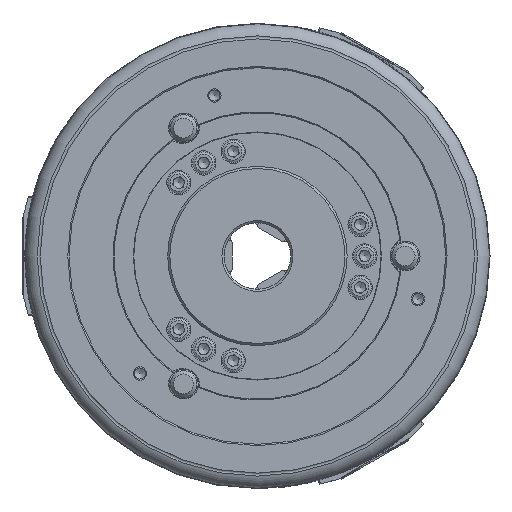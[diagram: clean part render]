
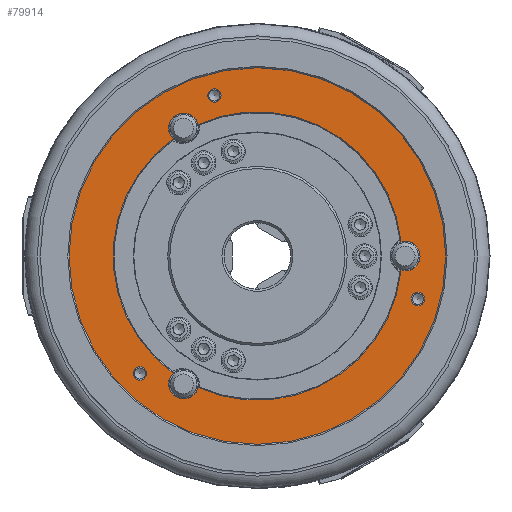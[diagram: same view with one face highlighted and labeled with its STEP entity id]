
A CAD part, left-side view. The second image highlights one B-rep face of the part: STEP entity #79914.
In plain terms, the highlighted planar face has unit normal (-1, 0, 0).
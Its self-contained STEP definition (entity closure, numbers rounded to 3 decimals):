
#969=CIRCLE('',#83078,6.75);
#971=CIRCLE('',#83081,65.15);
#973=CIRCLE('',#83084,3.);
#974=CIRCLE('',#83085,3.);
#975=CIRCLE('',#83086,3.);
#976=CIRCLE('',#83087,6.75);
#977=CIRCLE('',#83088,65.15);
#978=CIRCLE('',#83089,6.75);
#979=CIRCLE('',#83090,65.15);
#980=CIRCLE('',#83091,85.);
#13456=ORIENTED_EDGE('',*,*,#26994,.F.);
#13457=ORIENTED_EDGE('',*,*,#26995,.F.);
#13458=ORIENTED_EDGE('',*,*,#26996,.F.);
#13459=ORIENTED_EDGE('',*,*,#26997,.T.);
#13460=ORIENTED_EDGE('',*,*,#26998,.F.);
#13461=ORIENTED_EDGE('',*,*,#26999,.F.);
#13462=ORIENTED_EDGE('',*,*,#27000,.T.);
#13463=ORIENTED_EDGE('',*,*,#26987,.T.);
#13464=ORIENTED_EDGE('',*,*,#26992,.F.);
#13465=ORIENTED_EDGE('',*,*,#27001,.F.);
#26987=EDGE_CURVE('',#33576,#33575,#969,.T.);
#26992=EDGE_CURVE('',#33580,#33575,#971,.T.);
#26994=EDGE_CURVE('',#33581,#33581,#973,.T.);
#26995=EDGE_CURVE('',#33582,#33582,#974,.T.);
#26996=EDGE_CURVE('',#33583,#33583,#975,.T.);
#26997=EDGE_CURVE('',#33580,#33584,#976,.T.);
#26998=EDGE_CURVE('',#33585,#33584,#977,.T.);
#26999=EDGE_CURVE('',#33586,#33585,#978,.T.);
#27000=EDGE_CURVE('',#33586,#33576,#979,.T.);
#27001=EDGE_CURVE('',#33587,#33587,#980,.T.);
#33575=VERTEX_POINT('',#114100);
#33576=VERTEX_POINT('',#114102);
#33580=VERTEX_POINT('',#114117);
#33581=VERTEX_POINT('',#114122);
#33582=VERTEX_POINT('',#114124);
#33583=VERTEX_POINT('',#114126);
#33584=VERTEX_POINT('',#114128);
#33585=VERTEX_POINT('',#114130);
#33586=VERTEX_POINT('',#114132);
#33587=VERTEX_POINT('',#114135);
#52630=EDGE_LOOP('',(#13456));
#52631=EDGE_LOOP('',(#13457));
#52632=EDGE_LOOP('',(#13458));
#52633=EDGE_LOOP('',(#13459,#13460,#13461,#13462,#13463,#13464));
#52634=EDGE_LOOP('',(#13465));
#55716=FACE_BOUND('',#52630,.T.);
#55717=FACE_BOUND('',#52631,.T.);
#55718=FACE_BOUND('',#52632,.T.);
#55719=FACE_BOUND('',#52633,.T.);
#55720=FACE_BOUND('',#52634,.T.);
#58471=PLANE('',#83083);
#79914=ADVANCED_FACE('',(#55716,#55717,#55718,#55719,#55720),#58471,.T.);
#83078=AXIS2_PLACEMENT_3D('',#114101,#95674,#95675);
#83081=AXIS2_PLACEMENT_3D('',#114118,#95681,#95682);
#83083=AXIS2_PLACEMENT_3D('',#114120,#95685,#95686);
#83084=AXIS2_PLACEMENT_3D('',#114121,#95687,#95688);
#83085=AXIS2_PLACEMENT_3D('',#114123,#95689,#95690);
#83086=AXIS2_PLACEMENT_3D('',#114125,#95691,#95692);
#83087=AXIS2_PLACEMENT_3D('',#114127,#95693,#95694);
#83088=AXIS2_PLACEMENT_3D('',#114129,#95695,#95696);
#83089=AXIS2_PLACEMENT_3D('',#114131,#95697,#95698);
#83090=AXIS2_PLACEMENT_3D('',#114133,#95699,#95700);
#83091=AXIS2_PLACEMENT_3D('',#114134,#95701,#95702);
#95674=DIRECTION('',(1.,0.,0.));
#95675=DIRECTION('',(0.,0.,-1.));
#95681=DIRECTION('',(-1.,0.,0.));
#95682=DIRECTION('',(0.,-0.866,-0.5));
#95685=DIRECTION('',(-1.,0.,0.));
#95686=DIRECTION('',(0.,0.,1.));
#95687=DIRECTION('',(-1.,0.,0.));
#95688=DIRECTION('',(0.,0.,1.));
#95689=DIRECTION('',(-1.,0.,0.));
#95690=DIRECTION('',(0.,0.,1.));
#95691=DIRECTION('',(-1.,0.,0.));
#95692=DIRECTION('',(0.,0.,1.));
#95693=DIRECTION('',(1.,0.,0.));
#95694=DIRECTION('',(0.,0.866,0.5));
#95695=DIRECTION('',(-1.,0.,0.));
#95696=DIRECTION('',(0.,0.866,-0.5));
#95697=DIRECTION('',(-1.,0.,0.));
#95698=DIRECTION('',(0.,0.,1.));
#95699=DIRECTION('',(1.,0.,0.));
#95700=DIRECTION('',(0.,0.,-1.));
#95701=DIRECTION('',(1.,0.,0.));
#95702=DIRECTION('',(0.,0.,-1.));
#114100=CARTESIAN_POINT('',(-86.,26.791,59.387));
#114101=CARTESIAN_POINT('',(-86.,33.338,57.742));
#114102=CARTESIAN_POINT('',(-86.,38.035,52.895));
#114117=CARTESIAN_POINT('',(-86.,-64.826,6.492));
#114118=CARTESIAN_POINT('',(-86.,0.,0.));
#114120=CARTESIAN_POINT('',(-86.,32.575,-56.422));
#114121=CARTESIAN_POINT('',(-86.,19.411,72.444));
#114122=CARTESIAN_POINT('',(-86.,19.411,75.444));
#114123=CARTESIAN_POINT('',(-86.,-72.444,-19.411));
#114124=CARTESIAN_POINT('',(-86.,-72.444,-16.411));
#114125=CARTESIAN_POINT('',(-86.,53.033,-53.033));
#114126=CARTESIAN_POINT('',(-86.,53.033,-50.033));
#114127=CARTESIAN_POINT('',(-86.,-66.675,0.));
#114128=CARTESIAN_POINT('',(-86.,-64.826,-6.492));
#114129=CARTESIAN_POINT('',(-86.,0.,0.));
#114130=CARTESIAN_POINT('',(-86.,26.791,-59.387));
#114131=CARTESIAN_POINT('',(-86.,33.338,-57.742));
#114132=CARTESIAN_POINT('',(-86.,38.035,-52.895));
#114133=CARTESIAN_POINT('',(-86.,0.,0.));
#114134=CARTESIAN_POINT('',(-86.,0.,0.));
#114135=CARTESIAN_POINT('',(-86.,0.,-85.));
